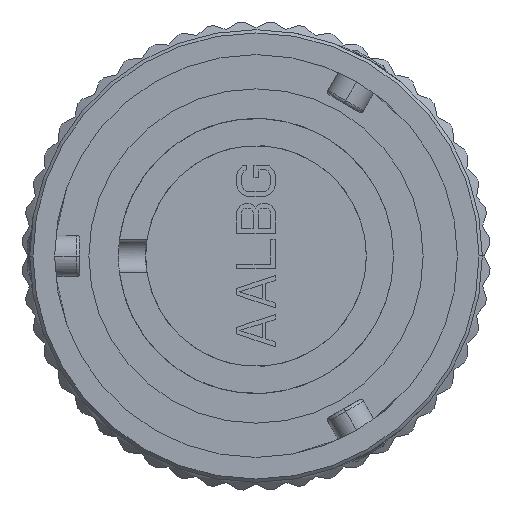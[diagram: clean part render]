
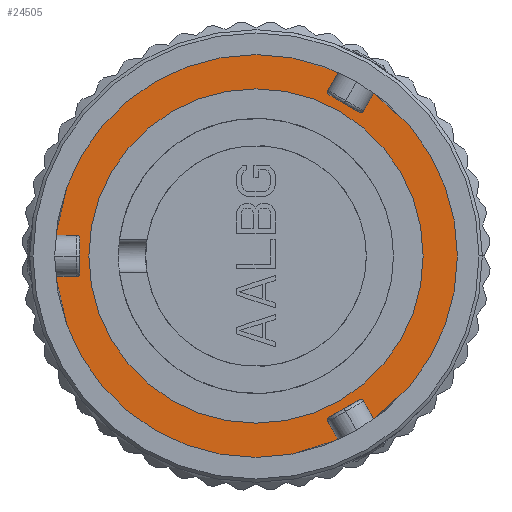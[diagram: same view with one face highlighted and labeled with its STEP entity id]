
A CAD part, left-side view. The second image highlights one B-rep face of the part: STEP entity #24505.
In plain terms, the highlighted planar face has unit normal (-1, 0, 0).
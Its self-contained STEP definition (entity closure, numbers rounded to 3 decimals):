
#3518=CARTESIAN_POINT('',(14.49,0.,0.));
#3519=DIRECTION('',(-1.,0.,0.));
#3520=DIRECTION('',(0.,-1.,0.));
#3521=AXIS2_PLACEMENT_3D('',#3518,#3519,#3520);
#3670=CARTESIAN_POINT('',(14.49,0.,0.));
#3671=DIRECTION('',(-1.,0.,0.));
#3672=DIRECTION('',(0.,1.,0.));
#3673=AXIS2_PLACEMENT_3D('',#3670,#3671,#3672);
#3886=CARTESIAN_POINT('',(14.49,0.,0.));
#3887=DIRECTION('',(1.,0.,0.));
#3888=DIRECTION('',(0.,1.,0.));
#3889=AXIS2_PLACEMENT_3D('',#3886,#3887,#3888);
#3891=CARTESIAN_POINT('',(14.49,0.,0.));
#3892=DIRECTION('',(1.,0.,0.));
#3893=DIRECTION('',(0.,-1.,0.));
#3894=AXIS2_PLACEMENT_3D('',#3891,#3892,#3893);
#20212=CARTESIAN_POINT('',(14.49,10.3,0.));
#20213=CARTESIAN_POINT('',(14.49,-10.3,0.));
#20214=VERTEX_POINT('',#20212);
#20215=VERTEX_POINT('',#20213);
#20266=CARTESIAN_POINT('',(14.49,12.41,-0.001));
#20267=CARTESIAN_POINT('',(14.49,-12.41,0.001));
#20268=VERTEX_POINT('',#20266);
#20269=VERTEX_POINT('',#20267);
#24489=CARTESIAN_POINT('',(14.49,0.,0.));
#24490=DIRECTION('',(1.,0.,0.));
#24491=DIRECTION('',(0.,0.,-1.));
#24492=AXIS2_PLACEMENT_3D('',#24489,#24490,#24491);
#24493=PLANE('657',#24492);
#24495=ORIENTED_EDGE('3284',*,*,#24494,.F.);
#24496=ORIENTED_EDGE('3286',*,*,#24462,.F.);
#24497=EDGE_LOOP('657',(#24495,#24496));
#24498=FACE_OUTER_BOUND('657',#24497,.F.);
#24500=ORIENTED_EDGE('3242',*,*,#24499,.F.);
#24502=ORIENTED_EDGE('3243',*,*,#24501,.F.);
#24503=EDGE_LOOP('657',(#24500,#24502));
#24504=FACE_BOUND('657',#24503,.F.);
#3522=CIRCLE('3286',#3521,12.41);
#3674=CIRCLE('3284',#3673,12.41);
#3890=CIRCLE('3242',#3889,10.3);
#3895=CIRCLE('3243',#3894,10.3);
#24462=EDGE_CURVE('3286',#20269,#20268,#3522,.T.);
#24494=EDGE_CURVE('3284',#20268,#20269,#3674,.T.);
#24499=EDGE_CURVE('3242',#20214,#20215,#3890,.T.);
#24501=EDGE_CURVE('3243',#20215,#20214,#3895,.T.);
#24505=ADVANCED_FACE('657',(#24498,#24504),#24493,.F.);
